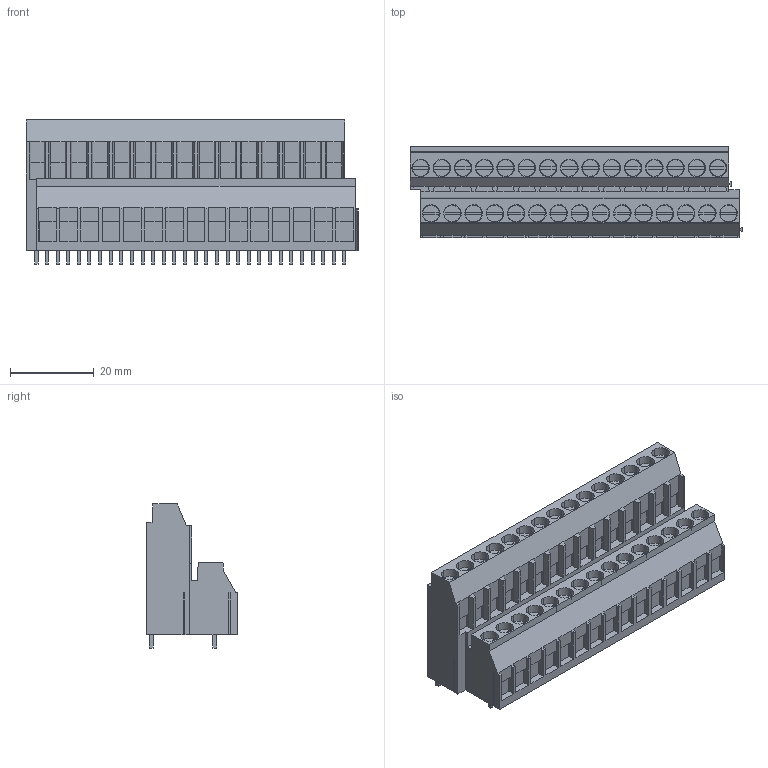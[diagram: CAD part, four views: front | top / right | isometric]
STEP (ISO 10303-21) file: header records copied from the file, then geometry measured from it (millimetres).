
FILE_DESCRIPTION(('CATIA V5 STEP','CAx-IF Rec.Pracs.--- Model Styling and Organization---1.4--- 2014-01-23'),'2;1');
FILE_NAME ('443120-1_0', '2024-03-18T12:50:27+00:00', ('none'), ('Weidmueller'), 'CATIA Version 5-6 Release 2016 SP3 HF44', 'CATIA V5 STEP AP214', 'none');
FILE_SCHEMA(('AUTOMOTIVE_DESIGN { 1 0 10303 214 1 1 1 1 }'));
Length unit declared in the file: millimetre
Products named in the file (1): 1977590000
Bounding box: 79.39 x 21.94 x 34.47 mm (x, y, z)
Volume: 32460.1 mm3; surface area: 15608.9 mm2
Topology: 61 solids, 61 shells, 1672 faces, 4800 edges, 3281 vertices
Faces by surface type: plane 1552, cylinder 120
Entity records: 49893 total; most frequent: ORIENTED_EDGE 9600, CARTESIAN_POINT 9586, DIRECTION 6263, EDGE_CURVE 4800, VECTOR 4239, LINE 4239, VERTEX_POINT 3281, EDGE_LOOP 1703
